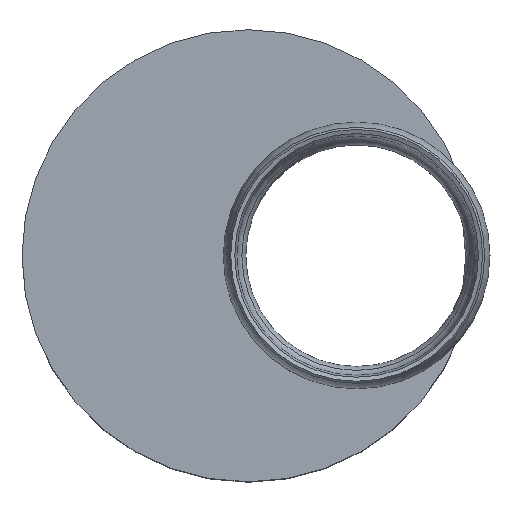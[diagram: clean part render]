
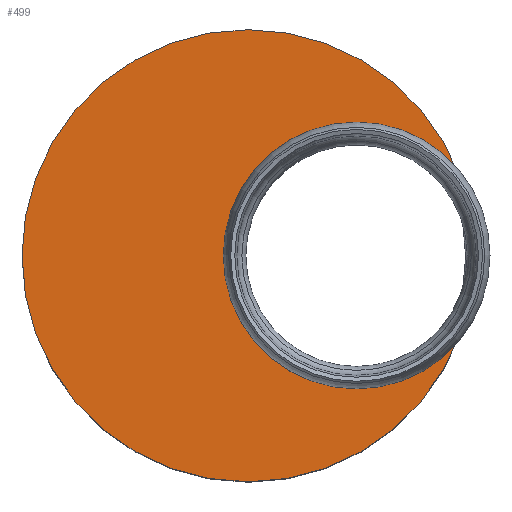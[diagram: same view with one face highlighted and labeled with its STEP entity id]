
A CAD part, top view. The second image highlights one B-rep face of the part: STEP entity #499.
In plain terms, the highlighted planar face has unit normal (0, 0, 1).
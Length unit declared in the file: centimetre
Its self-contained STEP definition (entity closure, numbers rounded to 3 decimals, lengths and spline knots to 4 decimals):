
#43=FACE_BOUND('',#87,.T.);
#47=PLANE('',#540);
#53=FACE_OUTER_BOUND('',#86,.T.);
#86=EDGE_LOOP('',(#344));
#87=EDGE_LOOP('',(#345));
#151=CIRCLE('',#535,49.);
#152=CIRCLE('',#537,100.);
#211=VERTEX_POINT('',#837);
#212=VERTEX_POINT('',#841);
#260=EDGE_CURVE('',#211,#211,#151,.T.);
#261=EDGE_CURVE('',#212,#212,#152,.T.);
#344=ORIENTED_EDGE('',*,*,#261,.T.);
#345=ORIENTED_EDGE('',*,*,#260,.T.);
#499=ADVANCED_FACE('',(#53,#43),#47,.T.);
#535=AXIS2_PLACEMENT_3D('',#839,#635,#636);
#537=AXIS2_PLACEMENT_3D('',#842,#639,#640);
#540=AXIS2_PLACEMENT_3D('',#847,#646,#647);
#635=DIRECTION('center_axis',(0.,0.,-1.));
#636=DIRECTION('ref_axis',(1.,0.,0.));
#639=DIRECTION('center_axis',(0.,0.,1.));
#640=DIRECTION('ref_axis',(1.,0.,0.));
#646=DIRECTION('center_axis',(0.,0.,1.));
#647=DIRECTION('ref_axis',(1.,0.,0.));
#837=CARTESIAN_POINT('',(-1.2528,-111.7204,116.5));
#839=CARTESIAN_POINT('Origin',(47.7472,-111.7204,116.5));
#841=CARTESIAN_POINT('',(-100.2528,-111.7204,116.5));
#842=CARTESIAN_POINT('Origin',(-0.2528,-111.7204,116.5));
#847=CARTESIAN_POINT('Origin',(-0.2528,-111.7204,116.5));
